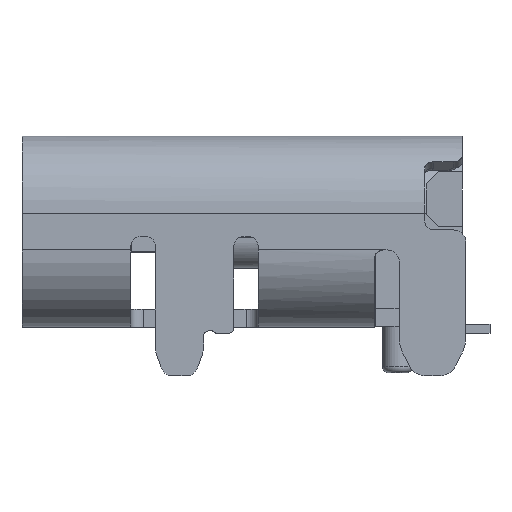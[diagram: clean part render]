
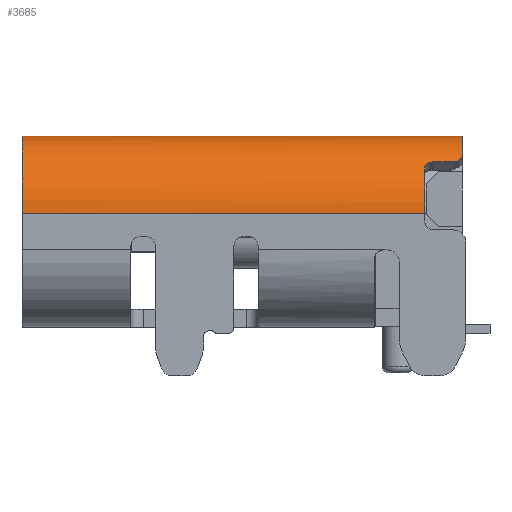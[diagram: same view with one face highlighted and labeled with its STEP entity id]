
A CAD part, front view. The second image highlights one B-rep face of the part: STEP entity #3685.
In plain terms, the highlighted cylindrical face has radius 1.28 mm (diameter 2.56 mm), a partial arc.
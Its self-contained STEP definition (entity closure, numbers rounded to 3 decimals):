
#3136=B_SPLINE_CURVE_WITH_KNOTS('',3,(#21399,#21400,#21401,#21402,#21403,
#21404,#21405,#21406,#21407,#21408,#21409,#21410,#21411,#21412,#21413,#21414),
 .UNSPECIFIED.,.F.,.F.,(4,3,3,3,3,4),(0.,0.217,0.433,
0.651,0.867,1.),.UNSPECIFIED.);
#3137=B_SPLINE_CURVE_WITH_KNOTS('',3,(#21418,#21419,#21420,#21421,#21422,
#21423,#21424,#21425,#21426,#21427,#21428,#21429,#21430,#21431,#21432,#21433),
 .UNSPECIFIED.,.F.,.F.,(4,3,3,3,3,4),(0.,0.205,0.411,
0.617,0.829,1.),.UNSPECIFIED.);
#3219=CYLINDRICAL_SURFACE('',#15324,1.28);
#3685=ADVANCED_FACE('',(#4642),#3219,.T.);
#4642=FACE_OUTER_BOUND('',#5244,.T.);
#5244=EDGE_LOOP('',(#7817,#7818,#7819,#7820,#7821,#7822,#7823,#7824));
#5727=CIRCLE('',#15319,1.28);
#5729=CIRCLE('',#15322,1.28);
#5730=CIRCLE('',#15323,1.28);
#7817=ORIENTED_EDGE('',*,*,#11277,.T.);
#7818=ORIENTED_EDGE('',*,*,#11623,.T.);
#7819=ORIENTED_EDGE('',*,*,#11624,.T.);
#7820=ORIENTED_EDGE('',*,*,#11625,.T.);
#7821=ORIENTED_EDGE('',*,*,#11626,.T.);
#7822=ORIENTED_EDGE('',*,*,#11619,.F.);
#7823=ORIENTED_EDGE('',*,*,#11493,.F.);
#7824=ORIENTED_EDGE('',*,*,#11627,.T.);
#9885=VERTEX_POINT('',#20701);
#9886=VERTEX_POINT('',#20703);
#10084=VERTEX_POINT('',#21140);
#10085=VERTEX_POINT('',#21142);
#10187=VERTEX_POINT('',#21390);
#10190=VERTEX_POINT('',#21398);
#10191=VERTEX_POINT('',#21415);
#10192=VERTEX_POINT('',#21417);
#11277=EDGE_CURVE('',#9886,#9885,#12914,.T.);
#11493=EDGE_CURVE('',#10084,#10085,#13053,.T.);
#11619=EDGE_CURVE('',#10085,#10187,#5727,.T.);
#11623=EDGE_CURVE('',#9885,#10190,#5729,.T.);
#11624=EDGE_CURVE('',#10190,#10191,#3136,.T.);
#11625=EDGE_CURVE('',#10191,#10192,#13142,.T.);
#11626=EDGE_CURVE('',#10192,#10187,#3137,.T.);
#11627=EDGE_CURVE('',#10084,#9886,#5730,.T.);
#12914=LINE('',#20702,#14225);
#13053=LINE('',#21141,#14364);
#13142=LINE('',#21416,#14453);
#14225=VECTOR('',#17102,1.);
#14364=VECTOR('',#17419,1.);
#14453=VECTOR('',#17634,1.);
#15319=AXIS2_PLACEMENT_3D('',#21389,#17624,#17625);
#15322=AXIS2_PLACEMENT_3D('',#21397,#17632,#17633);
#15323=AXIS2_PLACEMENT_3D('',#21434,#17635,#17636);
#15324=AXIS2_PLACEMENT_3D('',#21435,#17637,#17638);
#17102=DIRECTION('',(1.,0.,0.));
#17419=DIRECTION('',(1.,0.,0.));
#17624=DIRECTION('',(1.,0.,0.));
#17625=DIRECTION('',(0.,-1.,0.));
#17632=DIRECTION('',(-1.,0.,0.));
#17633=DIRECTION('',(0.,-1.,0.));
#17634=DIRECTION('',(1.,0.,0.));
#17635=DIRECTION('',(1.,0.,0.));
#17636=DIRECTION('',(0.,-1.,0.));
#17637=DIRECTION('',(-1.,0.,0.));
#17638=DIRECTION('',(0.,-1.,0.));
#20701=CARTESIAN_POINT('',(158.725,-95.47,0.24));
#20702=CARTESIAN_POINT('',(156.875,-95.47,0.24));
#20703=CARTESIAN_POINT('',(152.075,-95.47,0.24));
#21140=CARTESIAN_POINT('',(152.075,-94.19,1.52));
#21141=CARTESIAN_POINT('',(158.725,-94.19,1.52));
#21142=CARTESIAN_POINT('',(159.35,-94.19,1.52));
#21389=CARTESIAN_POINT('',(159.35,-94.19,0.24));
#21390=CARTESIAN_POINT('',(159.35,-95.031,1.205));
#21397=CARTESIAN_POINT('',(158.725,-94.19,0.24));
#21398=CARTESIAN_POINT('',(158.725,-95.237,0.976));
#21399=CARTESIAN_POINT('',(158.725,-95.237,0.976));
#21400=CARTESIAN_POINT('',(158.725,-95.227,0.99));
#21401=CARTESIAN_POINT('',(158.728,-95.217,1.004));
#21402=CARTESIAN_POINT('',(158.734,-95.208,1.017));
#21403=CARTESIAN_POINT('',(158.739,-95.198,1.029));
#21404=CARTESIAN_POINT('',(158.748,-95.188,1.041));
#21405=CARTESIAN_POINT('',(158.758,-95.18,1.052));
#21406=CARTESIAN_POINT('',(158.769,-95.171,1.062));
#21407=CARTESIAN_POINT('',(158.782,-95.164,1.071));
#21408=CARTESIAN_POINT('',(158.796,-95.158,1.078));
#21409=CARTESIAN_POINT('',(158.811,-95.152,1.085));
#21410=CARTESIAN_POINT('',(158.827,-95.147,1.09));
#21411=CARTESIAN_POINT('',(158.844,-95.145,1.092));
#21412=CARTESIAN_POINT('',(158.854,-95.143,1.094));
#21413=CARTESIAN_POINT('',(158.864,-95.143,1.095));
#21414=CARTESIAN_POINT('',(158.875,-95.143,1.095));
#21415=CARTESIAN_POINT('',(158.875,-95.143,1.095));
#21416=CARTESIAN_POINT('',(156.875,-95.143,1.095));
#21417=CARTESIAN_POINT('',(159.2,-95.143,1.095));
#21418=CARTESIAN_POINT('',(159.2,-95.143,1.095));
#21419=CARTESIAN_POINT('',(159.216,-95.143,1.095));
#21420=CARTESIAN_POINT('',(159.233,-95.141,1.097));
#21421=CARTESIAN_POINT('',(159.249,-95.137,1.101));
#21422=CARTESIAN_POINT('',(159.264,-95.133,1.105));
#21423=CARTESIAN_POINT('',(159.279,-95.128,1.111));
#21424=CARTESIAN_POINT('',(159.292,-95.121,1.119));
#21425=CARTESIAN_POINT('',(159.305,-95.114,1.126));
#21426=CARTESIAN_POINT('',(159.316,-95.105,1.135));
#21427=CARTESIAN_POINT('',(159.325,-95.095,1.145));
#21428=CARTESIAN_POINT('',(159.334,-95.085,1.155));
#21429=CARTESIAN_POINT('',(159.341,-95.074,1.166));
#21430=CARTESIAN_POINT('',(159.345,-95.062,1.177));
#21431=CARTESIAN_POINT('',(159.348,-95.052,1.187));
#21432=CARTESIAN_POINT('',(159.35,-95.041,1.196));
#21433=CARTESIAN_POINT('',(159.35,-95.031,1.205));
#21434=CARTESIAN_POINT('',(152.075,-94.19,0.24));
#21435=CARTESIAN_POINT('',(156.875,-94.19,0.24));
